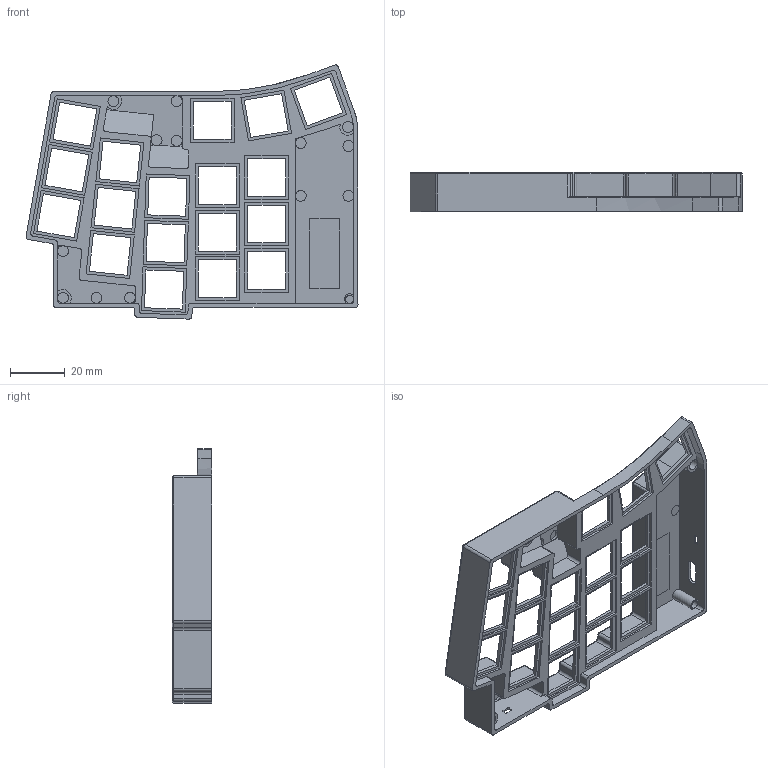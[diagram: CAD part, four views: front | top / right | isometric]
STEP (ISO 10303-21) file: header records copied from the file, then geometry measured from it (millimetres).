
FILE_DESCRIPTION(/* description */ (''),/* implementation_level */ '2;1');
FILE_NAME(/* name */ 'Case_Upper_Left.step',/* time_stamp */ '2023-11-25T22:30:14+01:00',/* author */ (''),/* organization */ (''),/* preprocessor_version */ 'ST-DEVELOPER v20',/* originating_system */ 'Autodesk Translation Framework v12.14.0.127',/* authorisation */ '');
FILE_SCHEMA (('AUTOMOTIVE_DESIGN { 1 0 10303 214 3 1 1 }'));
Length unit declared in the file: millimetre
Products named in the file (1): NAME_TBD (v11~recovered)
Bounding box: 121.42 x 14.3 x 92.98 mm (x, y, z)
Volume: 19545.3 mm3; surface area: 27117.2 mm2
Topology: 2 solids, 6 shells, 490 faces, 1268 edges, 800 vertices
Faces by surface type: plane 329, cylinder 84, bspline 42, cone 35
Full cylindrical faces by diameter (mm): 3 x1, 4 x14
Entity records: 15590 total; most frequent: CARTESIAN_POINT 3771, ORIENTED_EDGE 2510, DIRECTION 2276, EDGE_CURVE 1255, LINE 962, VECTOR 962, VERTEX_POINT 794, AXIS2_PLACEMENT_3D 657
